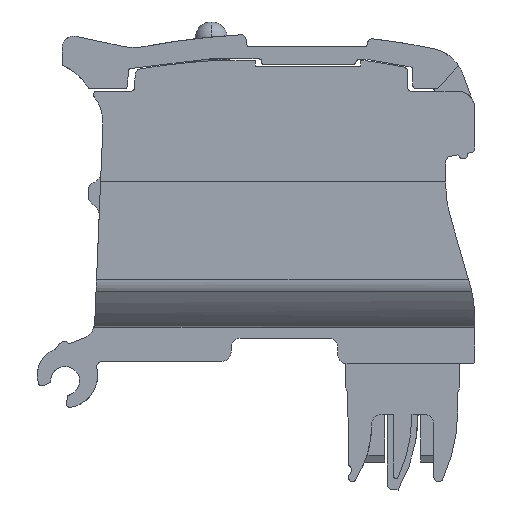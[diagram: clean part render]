
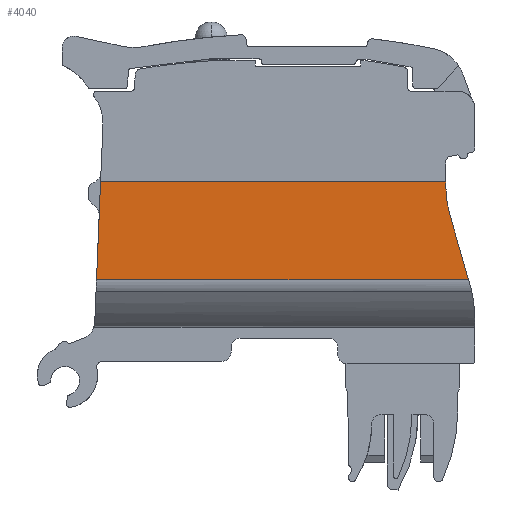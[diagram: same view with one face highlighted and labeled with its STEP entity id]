
A CAD part, left-side view. The second image highlights one B-rep face of the part: STEP entity #4040.
In plain terms, the highlighted planar face has unit normal (-1, 0, 0).
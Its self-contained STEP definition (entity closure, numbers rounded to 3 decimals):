
#4025=AXIS2_PLACEMENT_3D('Plane Axis2P3D',#4022,#4023,#4024) ;
#2226=CARTESIAN_POINT('Line Origine',(0.,32.422,22.352)) ;
#2230=CARTESIAN_POINT('Vertex',(0.,32.597,18.139)) ;
#2232=CARTESIAN_POINT('Vertex',(0.,32.247,26.564)) ;
#3491=CARTESIAN_POINT('Line Origine',(0.,2.5,26.478)) ;
#3495=CARTESIAN_POINT('Vertex',(0.,2.5,26.564)) ;
#3497=CARTESIAN_POINT('Vertex',(0.,2.5,26.392)) ;
#3524=CARTESIAN_POINT('Control Point',(0.,2.5,26.392)) ;
#3525=CARTESIAN_POINT('Control Point',(0.,2.5,25.461)) ;
#3526=CARTESIAN_POINT('Control Point',(0.,2.369,24.53)) ;
#3527=CARTESIAN_POINT('Control Point',(0.,2.113,23.636)) ;
#3528=CARTESIAN_POINT('Vertex',(0.,2.113,23.636)) ;
#3548=CARTESIAN_POINT('Line Origine',(0.,1.325,20.887)) ;
#3552=CARTESIAN_POINT('Vertex',(0.,0.536,18.139)) ;
#4009=CARTESIAN_POINT('Line Origine',(0.,95.3,18.139)) ;
#4022=CARTESIAN_POINT('Axis2P3D Location',(0.,95.3,29.866)) ;
#4027=CARTESIAN_POINT('Line Origine',(0.,17.374,26.564)) ;
#2227=DIRECTION('Vector Direction',(0.,-0.041,0.999)) ;
#3492=DIRECTION('Vector Direction',(0.,0.,-1.)) ;
#3549=DIRECTION('Vector Direction',(0.,-0.276,-0.961)) ;
#4010=DIRECTION('Vector Direction',(0.,1.,0.)) ;
#4023=DIRECTION('Axis2P3D Direction',(1.,0.,0.)) ;
#4024=DIRECTION('Axis2P3D XDirection',(0.,-0.,1.)) ;
#4028=DIRECTION('Vector Direction',(0.,-1.,0.)) ;
#2228=VECTOR('Line Direction',#2227,1.) ;
#3493=VECTOR('Line Direction',#3492,1.) ;
#3550=VECTOR('Line Direction',#3549,1.) ;
#4011=VECTOR('Line Direction',#4010,1.) ;
#4029=VECTOR('Line Direction',#4028,1.) ;
#4033=ORIENTED_EDGE('',*,*,#2234,.F.) ;
#4034=ORIENTED_EDGE('',*,*,#4013,.T.) ;
#4035=ORIENTED_EDGE('',*,*,#3554,.F.) ;
#4036=ORIENTED_EDGE('',*,*,#3530,.F.) ;
#4037=ORIENTED_EDGE('',*,*,#3499,.F.) ;
#4038=ORIENTED_EDGE('',*,*,#4031,.F.) ;
#4040=ADVANCED_FACE('1',(#4039),#4026,.F.) ;
#3523=B_SPLINE_CURVE_WITH_KNOTS('',3,(#3524,#3525,#3526,#3527),.UNSPECIFIED.,.F.,.U.,(4,4),(0.,4.837),.UNSPECIFIED.) ;
#2234=EDGE_CURVE('',#2231,#2233,#2229,.T.) ;
#3499=EDGE_CURVE('',#3496,#3498,#3494,.T.) ;
#3530=EDGE_CURVE('',#3498,#3529,#3523,.T.) ;
#3554=EDGE_CURVE('',#3529,#3553,#3551,.T.) ;
#4013=EDGE_CURVE('',#2231,#3553,#4012,.F.) ;
#4031=EDGE_CURVE('',#2233,#3496,#4030,.T.) ;
#4032=EDGE_LOOP('',(#4033,#4034,#4035,#4036,#4037,#4038)) ;
#4039=FACE_OUTER_BOUND('',#4032,.T.) ;
#2229=LINE('Line',#2226,#2228) ;
#3494=LINE('Line',#3491,#3493) ;
#3551=LINE('Line',#3548,#3550) ;
#4012=LINE('Line',#4009,#4011) ;
#4030=LINE('Line',#4027,#4029) ;
#4026=PLANE('',#4025) ;
#2231=VERTEX_POINT('',#2230) ;
#2233=VERTEX_POINT('',#2232) ;
#3496=VERTEX_POINT('',#3495) ;
#3498=VERTEX_POINT('',#3497) ;
#3529=VERTEX_POINT('',#3528) ;
#3553=VERTEX_POINT('',#3552) ;
